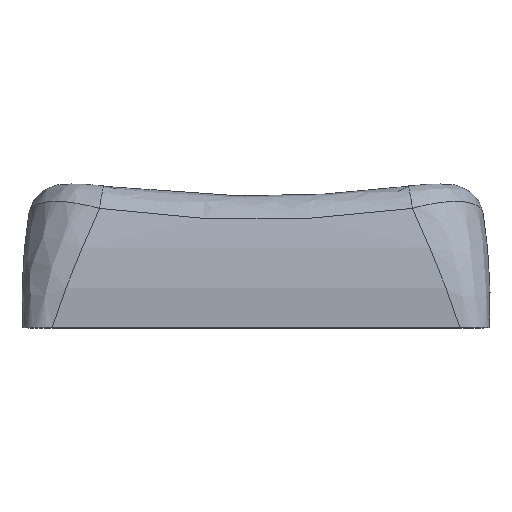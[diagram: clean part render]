
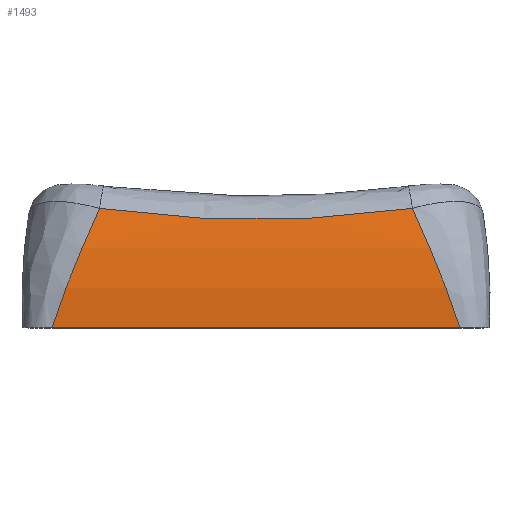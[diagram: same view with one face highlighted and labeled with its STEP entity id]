
A CAD part, top view. The second image highlights one B-rep face of the part: STEP entity #1493.
In plain terms, the highlighted cylindrical face has radius 11.654 mm (diameter 23.308 mm), a partial arc.
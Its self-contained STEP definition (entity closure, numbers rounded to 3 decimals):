
#68=CYLINDRICAL_SURFACE('',#1620,11.654);
#124=LINE('',#2967,#202);
#202=VECTOR('',#1839,10.);
#279=ELLIPSE('',#1621,38.466,37.237);
#344=FACE_OUTER_BOUND('',#442,.T.);
#442=EDGE_LOOP('',(#1124,#1125,#1126,#1127));
#546=B_SPLINE_CURVE_WITH_KNOTS('',3,(#2960,#2961,#2962,#2963,#2964,#2965),
 .UNSPECIFIED.,.F.,.F.,(4,2,4),(-0.102,0.,0.353),
 .UNSPECIFIED.);
#547=B_SPLINE_CURVE_WITH_KNOTS('',3,(#2969,#2970,#2971,#2972,#2973,#2974),
 .UNSPECIFIED.,.F.,.F.,(4,2,4),(-0.102,0.,0.353),
 .UNSPECIFIED.);
#661=VERTEX_POINT('',#2958);
#662=VERTEX_POINT('',#2959);
#663=VERTEX_POINT('',#2966);
#664=VERTEX_POINT('',#2968);
#832=EDGE_CURVE('',#661,#662,#546,.F.);
#833=EDGE_CURVE('',#663,#662,#124,.T.);
#834=EDGE_CURVE('',#663,#664,#547,.T.);
#835=EDGE_CURVE('',#664,#661,#279,.T.);
#1124=ORIENTED_EDGE('',*,*,#832,.T.);
#1125=ORIENTED_EDGE('',*,*,#833,.F.);
#1126=ORIENTED_EDGE('',*,*,#834,.T.);
#1127=ORIENTED_EDGE('',*,*,#835,.T.);
#1493=ADVANCED_FACE('',(#344),#68,.T.);
#1620=AXIS2_PLACEMENT_3D('',#2957,#1837,#1838);
#1621=AXIS2_PLACEMENT_3D('',#2975,#1840,#1841);
#1837=DIRECTION('center_axis',(-1.,0.,0.));
#1838=DIRECTION('ref_axis',(0.,0.,1.));
#1839=DIRECTION('',(-1.,0.,0.));
#1840=DIRECTION('center_axis',(0.,-0.304,-0.953));
#1841=DIRECTION('ref_axis',(1.,0.,0.));
#2957=CARTESIAN_POINT('Origin',(-53.9,3.5,-130.364));
#2958=CARTESIAN_POINT('',(-59.879,7.045,-119.262));
#2959=CARTESIAN_POINT('',(-61.695,2.5,-118.752));
#2960=CARTESIAN_POINT('Ctrl Pts',(-61.695,2.5,-118.752));
#2961=CARTESIAN_POINT('Ctrl Pts',(-61.587,2.831,-118.724));
#2962=CARTESIAN_POINT('Ctrl Pts',(-61.472,3.164,-118.709));
#2963=CARTESIAN_POINT('Ctrl Pts',(-60.928,4.662,-118.71));
#2964=CARTESIAN_POINT('Ctrl Pts',(-60.424,5.857,-118.882));
#2965=CARTESIAN_POINT('Ctrl Pts',(-59.879,7.045,-119.262));
#2966=CARTESIAN_POINT('',(-46.105,2.5,-118.752));
#2967=CARTESIAN_POINT('',(-53.9,2.5,-118.752));
#2968=CARTESIAN_POINT('',(-47.921,7.045,-119.262));
#2969=CARTESIAN_POINT('Ctrl Pts',(-46.105,2.5,-118.752));
#2970=CARTESIAN_POINT('Ctrl Pts',(-46.213,2.831,-118.724));
#2971=CARTESIAN_POINT('Ctrl Pts',(-46.328,3.164,-118.709));
#2972=CARTESIAN_POINT('Ctrl Pts',(-46.872,4.662,-118.709));
#2973=CARTESIAN_POINT('Ctrl Pts',(-47.376,5.857,-118.882));
#2974=CARTESIAN_POINT('Ctrl Pts',(-47.921,7.045,-119.261));
#2975=CARTESIAN_POINT('Origin',(-53.9,42.086,-130.45));
